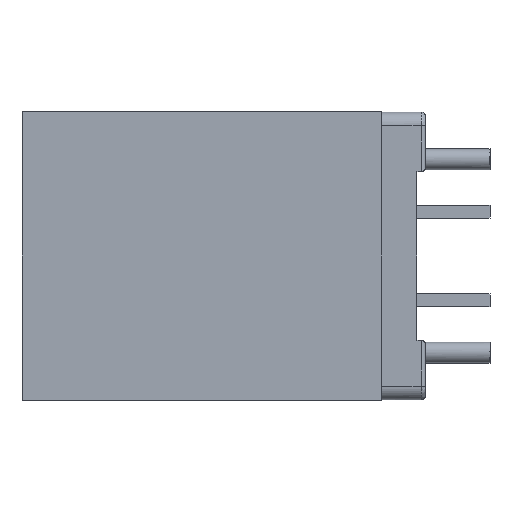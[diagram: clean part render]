
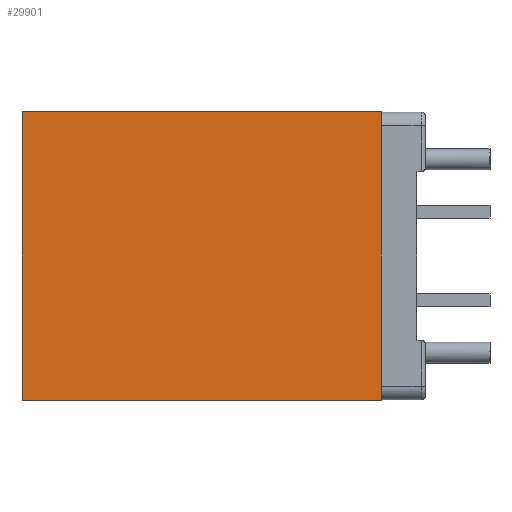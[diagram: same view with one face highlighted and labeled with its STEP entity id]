
A CAD part, left-side view. The second image highlights one B-rep face of the part: STEP entity #29901.
In plain terms, the highlighted planar face has unit normal (1, 0, 0).
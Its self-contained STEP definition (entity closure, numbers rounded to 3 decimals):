
#11944 = VERTEX_POINT ( 'NONE', #19838 ) ;
#11971 = VERTEX_POINT ( 'NONE', #19865 ) ;
#14700 = PLANE ( 'NONE',  #14813 ) ;
#14701 = CARTESIAN_POINT ( 'NONE',  ( -13.715, 21.15, -8.485 ) ) ;
#14702 = DIRECTION ( 'NONE',  ( 1., 0., 0. ) ) ;
#14703 = DIRECTION ( 'NONE',  ( 0., 0., -1. ) ) ;
#14813 = AXIS2_PLACEMENT_3D ( 'NONE', #14701, #14702, #14703 ) ;
#14879 = FACE_OUTER_BOUND ( 'NONE', #22226, .T. ) ;
#16028 = LINE ( 'NONE', #22607, #22051 ) ;
#16034 = LINE ( 'NONE', #22665, #22057 ) ;
#16035 = LINE ( 'NONE', #22675, #22058 ) ;
#17063 = B_SPLINE_CURVE_WITH_KNOTS ( 'NONE', 3,
 ( #22671, #22672, #22673, #22674 ),
 .UNSPECIFIED., .F., .F.,
 ( 4, 4 ),
 ( 0., 1. ),
 .UNSPECIFIED. ) ;
#18654 = ORIENTED_EDGE ( 'NONE', *, *, #30245, .T. ) ;
#18656 = ORIENTED_EDGE ( 'NONE', *, *, #30232, .F. ) ;
#18657 = ORIENTED_EDGE ( 'NONE', *, *, #30246, .T. ) ;
#18658 = ORIENTED_EDGE ( 'NONE', *, *, #30243, .F. ) ;
#19838 = CARTESIAN_POINT ( 'NONE',  ( -13.715, 21.15, 8.485 ) ) ;
#19865 = CARTESIAN_POINT ( 'NONE',  ( -13.715, 0., 8.485 ) ) ;
#21574 = VERTEX_POINT ( 'NONE', #24962 ) ;
#21580 = VERTEX_POINT ( 'NONE', #24965 ) ;
#22051 = VECTOR ( 'NONE', #22608, 1000. ) ;
#22057 = VECTOR ( 'NONE', #22666, 1000. ) ;
#22058 = VECTOR ( 'NONE', #22676, 1000. ) ;
#22226 = EDGE_LOOP ( 'NONE', ( #18654, #18658, #18656, #18657 ) ) ;
#22607 = CARTESIAN_POINT ( 'NONE',  ( -13.715, 21.15, -8.485 ) ) ;
#22608 = DIRECTION ( 'NONE',  ( 0., -1., 0. ) ) ;
#22665 = CARTESIAN_POINT ( 'NONE',  ( -13.715, 0., 8.485 ) ) ;
#22666 = DIRECTION ( 'NONE',  ( 0., 0., 1. ) ) ;
#22671 = CARTESIAN_POINT ( 'NONE',  ( -13.715, 21.15, 8.485 ) ) ;
#22672 = CARTESIAN_POINT ( 'NONE',  ( -13.715, 14.1, 8.485 ) ) ;
#22673 = CARTESIAN_POINT ( 'NONE',  ( -13.715, 7.05, 8.485 ) ) ;
#22674 = CARTESIAN_POINT ( 'NONE',  ( -13.715, 0., 8.485 ) ) ;
#22675 = CARTESIAN_POINT ( 'NONE',  ( -13.715, 21.15, -8.485 ) ) ;
#22676 = DIRECTION ( 'NONE',  ( 0., 0., 1. ) ) ;
#24962 = CARTESIAN_POINT ( 'NONE',  ( -13.715, 0., -8.485 ) ) ;
#24965 = CARTESIAN_POINT ( 'NONE',  ( -13.715, 21.15, -8.485 ) ) ;
#29901 = ADVANCED_FACE ( 'NONE', ( #14879 ), #14700, .T. ) ;
#30232 = EDGE_CURVE ( 'NONE', #21580, #21574, #16028, .T. ) ;
#30243 = EDGE_CURVE ( 'NONE', #21574, #11971, #16034, .T. ) ;
#30245 = EDGE_CURVE ( 'NONE', #11944, #11971, #17063, .T. ) ;
#30246 = EDGE_CURVE ( 'NONE', #21580, #11944, #16035, .T. ) ;
